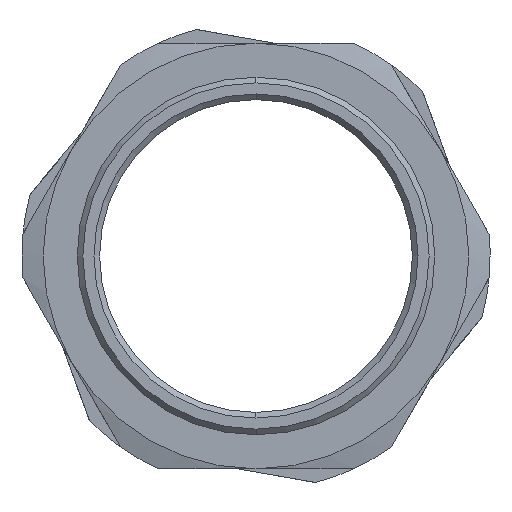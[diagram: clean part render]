
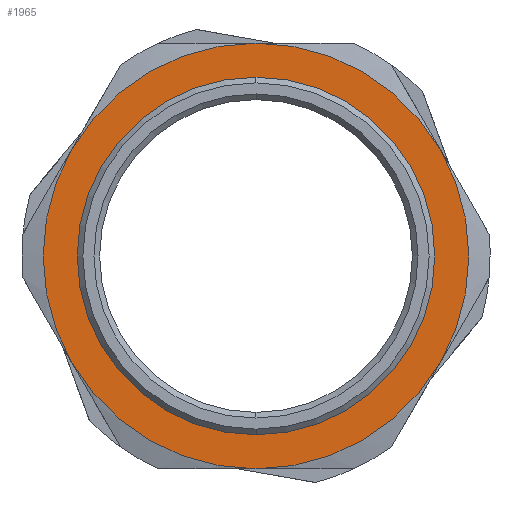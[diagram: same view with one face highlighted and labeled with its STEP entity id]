
A CAD part, left-side view. The second image highlights one B-rep face of the part: STEP entity #1965.
In plain terms, the highlighted planar face has unit normal (-1, 0, 0).
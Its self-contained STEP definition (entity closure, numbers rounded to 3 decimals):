
#54 = EDGE_CURVE ( 'NONE', #2073, #1963, #2372, .T. ) ;
#81 = ORIENTED_EDGE ( 'NONE', *, *, #2164, .F. ) ;
#213 = VERTEX_POINT ( 'NONE', #530 ) ;
#295 = CIRCLE ( 'NONE', #750, 37.5 ) ;
#297 = DIRECTION ( 'NONE',  ( 0., 0., -1. ) ) ;
#327 = DIRECTION ( 'NONE',  ( 1., 0., 0. ) ) ;
#381 = CARTESIAN_POINT ( 'NONE',  ( 15.3, 0., 0. ) ) ;
#398 = CARTESIAN_POINT ( 'NONE',  ( 15.3, -32.476, -18.75 ) ) ;
#402 = CARTESIAN_POINT ( 'NONE',  ( 15.3, 32.476, 18.75 ) ) ;
#457 = CARTESIAN_POINT ( 'NONE',  ( 15.3, 32.476, -18.75 ) ) ;
#530 = CARTESIAN_POINT ( 'NONE',  ( 15.3, 0., -37.5 ) ) ;
#610 = EDGE_CURVE ( 'NONE', #213, #1586, #1231, .T. ) ;
#624 = AXIS2_PLACEMENT_3D ( 'NONE', #2710, #1811, #2061 ) ;
#641 = ORIENTED_EDGE ( 'NONE', *, *, #54, .T. ) ;
#677 = EDGE_CURVE ( 'NONE', #2399, #1679, #1761, .T. ) ;
#683 = CARTESIAN_POINT ( 'NONE',  ( 15.3, 0., 0. ) ) ;
#731 = EDGE_CURVE ( 'NONE', #1586, #1963, #2774, .T. ) ;
#739 = ORIENTED_EDGE ( 'NONE', *, *, #731, .F. ) ;
#750 = AXIS2_PLACEMENT_3D ( 'NONE', #381, #2587, #2337 ) ;
#826 = CIRCLE ( 'NONE', #1723, 31.5 ) ;
#896 = AXIS2_PLACEMENT_3D ( 'NONE', #1561, #1582, #1151 ) ;
#914 = ORIENTED_EDGE ( 'NONE', *, *, #2032, .T. ) ;
#947 = CARTESIAN_POINT ( 'NONE',  ( 15.3, 0., -31.5 ) ) ;
#961 = DIRECTION ( 'NONE',  ( 1., 0., 0. ) ) ;
#1015 = VERTEX_POINT ( 'NONE', #398 ) ;
#1083 = EDGE_LOOP ( 'NONE', ( #914, #2612 ) ) ;
#1092 = FACE_OUTER_BOUND ( 'NONE', #1382, .T. ) ;
#1151 = DIRECTION ( 'NONE',  ( 0., 0., 1. ) ) ;
#1168 = AXIS2_PLACEMENT_3D ( 'NONE', #1392, #1808, #1600 ) ;
#1231 = CIRCLE ( 'NONE', #2220, 37.5 ) ;
#1315 = DIRECTION ( 'NONE',  ( 0., 0., -1. ) ) ;
#1382 = EDGE_LOOP ( 'NONE', ( #2371, #81, #2616, #1717, #641, #739 ) ) ;
#1392 = CARTESIAN_POINT ( 'NONE',  ( 15.3, 0., 0. ) ) ;
#1474 = PLANE ( 'NONE',  #2504 ) ;
#1538 = AXIS2_PLACEMENT_3D ( 'NONE', #2083, #961, #297 ) ;
#1554 = FACE_BOUND ( 'NONE', #1083, .T. ) ;
#1561 = CARTESIAN_POINT ( 'NONE',  ( 15.3, 0., 0. ) ) ;
#1582 = DIRECTION ( 'NONE',  ( -1., 0., 0. ) ) ;
#1586 = VERTEX_POINT ( 'NONE', #457 ) ;
#1600 = DIRECTION ( 'NONE',  ( 0., 0., -1. ) ) ;
#1679 = VERTEX_POINT ( 'NONE', #947 ) ;
#1717 = ORIENTED_EDGE ( 'NONE', *, *, #1762, .F. ) ;
#1723 = AXIS2_PLACEMENT_3D ( 'NONE', #1740, #2420, #1315 ) ;
#1740 = CARTESIAN_POINT ( 'NONE',  ( 15.3, 0., 0. ) ) ;
#1761 = CIRCLE ( 'NONE', #624, 31.5 ) ;
#1762 = EDGE_CURVE ( 'NONE', #2073, #2174, #2620, .T. ) ;
#1808 = DIRECTION ( 'NONE',  ( 1., 0., 0. ) ) ;
#1811 = DIRECTION ( 'NONE',  ( 1., 0., 0. ) ) ;
#1814 = DIRECTION ( 'NONE',  ( 0., 0., -1. ) ) ;
#1899 = EDGE_CURVE ( 'NONE', #2174, #1015, #295, .T. ) ;
#1925 = DIRECTION ( 'NONE',  ( 1., 0., 0. ) ) ;
#1940 = CARTESIAN_POINT ( 'NONE',  ( 15.3, 31.5, 0. ) ) ;
#1963 = VERTEX_POINT ( 'NONE', #402 ) ;
#1965 = ADVANCED_FACE ( 'NONE', ( #1554, #1092 ), #1474, .F. ) ;
#2032 = EDGE_CURVE ( 'NONE', #1679, #2399, #826, .T. ) ;
#2061 = DIRECTION ( 'NONE',  ( 0., 0., -1. ) ) ;
#2064 = CARTESIAN_POINT ( 'NONE',  ( 15.3, 0., 0. ) ) ;
#2073 = VERTEX_POINT ( 'NONE', #2836 ) ;
#2083 = CARTESIAN_POINT ( 'NONE',  ( 15.3, 0., 0. ) ) ;
#2164 = EDGE_CURVE ( 'NONE', #1015, #213, #2654, .T. ) ;
#2174 = VERTEX_POINT ( 'NONE', #2214 ) ;
#2213 = DIRECTION ( 'NONE',  ( 1., 0., 0. ) ) ;
#2214 = CARTESIAN_POINT ( 'NONE',  ( 15.3, -32.476, 18.75 ) ) ;
#2220 = AXIS2_PLACEMENT_3D ( 'NONE', #683, #2213, #2670 ) ;
#2337 = DIRECTION ( 'NONE',  ( 0., 0., -1. ) ) ;
#2354 = AXIS2_PLACEMENT_3D ( 'NONE', #2064, #327, #1814 ) ;
#2371 = ORIENTED_EDGE ( 'NONE', *, *, #610, .F. ) ;
#2372 = CIRCLE ( 'NONE', #896, 37.5 ) ;
#2399 = VERTEX_POINT ( 'NONE', #2561 ) ;
#2420 = DIRECTION ( 'NONE',  ( 1., 0., 0. ) ) ;
#2504 = AXIS2_PLACEMENT_3D ( 'NONE', #1940, #1925, #2564 ) ;
#2561 = CARTESIAN_POINT ( 'NONE',  ( 15.3, 0., 31.5 ) ) ;
#2564 = DIRECTION ( 'NONE',  ( 0., 0., -1. ) ) ;
#2587 = DIRECTION ( 'NONE',  ( 1., 0., 0. ) ) ;
#2612 = ORIENTED_EDGE ( 'NONE', *, *, #677, .T. ) ;
#2616 = ORIENTED_EDGE ( 'NONE', *, *, #1899, .F. ) ;
#2620 = CIRCLE ( 'NONE', #1168, 37.5 ) ;
#2654 = CIRCLE ( 'NONE', #2354, 37.5 ) ;
#2670 = DIRECTION ( 'NONE',  ( 0., 0., -1. ) ) ;
#2710 = CARTESIAN_POINT ( 'NONE',  ( 15.3, 0., 0. ) ) ;
#2774 = CIRCLE ( 'NONE', #1538, 37.5 ) ;
#2836 = CARTESIAN_POINT ( 'NONE',  ( 15.3, 0., 37.5 ) ) ;
